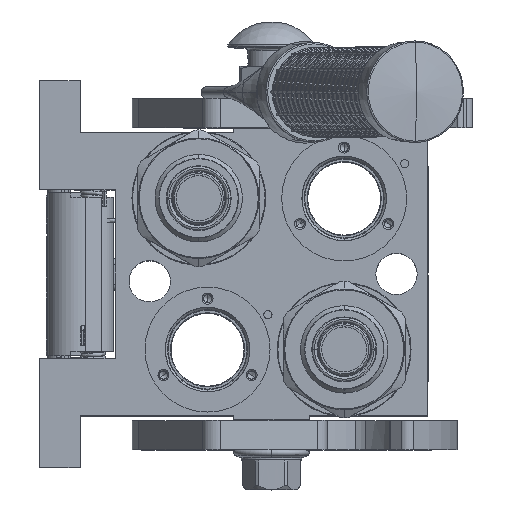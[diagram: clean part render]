
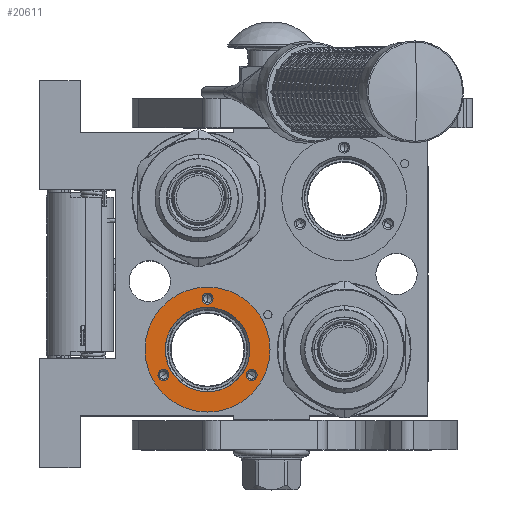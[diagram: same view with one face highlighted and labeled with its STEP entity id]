
A CAD part, top view. The second image highlights one B-rep face of the part: STEP entity #20611.
In plain terms, the highlighted face is planar.
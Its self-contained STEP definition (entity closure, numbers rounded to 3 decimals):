
#728 = DIRECTION ( 'NONE',  ( 0., -1., 0. ) ) ;
#1255 = DIRECTION ( 'NONE',  ( 0., -1., 0. ) ) ;
#2646 = FACE_BOUND ( 'NONE', #103816, .T. ) ;
#5946 = DIRECTION ( 'NONE',  ( -1., 0., 0. ) ) ;
#7453 = FACE_OUTER_BOUND ( 'NONE', #129358, .T. ) ;
#8271 = DIRECTION ( 'NONE',  ( 0.5, 0., -0.866 ) ) ;
#13810 = CIRCLE ( 'NONE', #31359, 1.9 ) ;
#14859 = DIRECTION ( 'NONE',  ( 0., -1., 0. ) ) ;
#19520 = DIRECTION ( 'NONE',  ( 1., 0., 0. ) ) ;
#20487 = CIRCLE ( 'NONE', #146584, 21.5 ) ;
#20611 = ADVANCED_FACE ( 'NONE', ( #79894, #43639, #2646, #55672, #7453 ), #113332, .F. ) ;
#22174 = CARTESIAN_POINT ( 'NONE',  ( 11.45, -22.05, -8.7 ) ) ;
#22692 = EDGE_LOOP ( 'NONE', ( #54969, #43308 ) ) ;
#23232 = CARTESIAN_POINT ( 'NONE',  ( 10.4, -22.05, -8.7 ) ) ;
#25858 = VERTEX_POINT ( 'NONE', #22174 ) ;
#28802 = ORIENTED_EDGE ( 'NONE', *, *, #194618, .F. ) ;
#31359 = AXIS2_PLACEMENT_3D ( 'NONE', #122723, #14859, #75621 ) ;
#32966 = EDGE_CURVE ( 'NONE', #83289, #25858, #49027, .T. ) ;
#34944 = DIRECTION ( 'NONE',  ( 0., -1., 0. ) ) ;
#39939 = CARTESIAN_POINT ( 'NONE',  ( 26., -22.05, -8.7 ) ) ;
#42089 = DIRECTION ( 'NONE',  ( 0., -1., 0. ) ) ;
#43308 = ORIENTED_EDGE ( 'NONE', *, *, #103831, .F. ) ;
#43639 = FACE_BOUND ( 'NONE', #90202, .T. ) ;
#47634 = DIRECTION ( 'NONE',  ( 0., 1., 0. ) ) ;
#47894 = CARTESIAN_POINT ( 'NONE',  ( 34.75, -22.05, 6.455 ) ) ;
#49027 = CIRCLE ( 'NONE', #82272, 14.55 ) ;
#49106 = DIRECTION ( 'NONE',  ( -1., 0., 0. ) ) ;
#51064 = ORIENTED_EDGE ( 'NONE', *, *, #184756, .F. ) ;
#54969 = ORIENTED_EDGE ( 'NONE', *, *, #32966, .F. ) ;
#55672 = FACE_BOUND ( 'NONE', #22692, .T. ) ;
#65334 = CIRCLE ( 'NONE', #167177, 14.55 ) ;
#68004 = AXIS2_PLACEMENT_3D ( 'NONE', #159918, #192267, #114011 ) ;
#70846 = VERTEX_POINT ( 'NONE', #95791 ) ;
#71783 = ORIENTED_EDGE ( 'NONE', *, *, #181587, .F. ) ;
#74093 = EDGE_CURVE ( 'NONE', #167975, #193586, #187892, .T. ) ;
#75621 = DIRECTION ( 'NONE',  ( 0.5, 0., 0.866 ) ) ;
#79019 = EDGE_CURVE ( 'NONE', #70846, #181456, #20487, .T. ) ;
#79894 = FACE_BOUND ( 'NONE', #130805, .T. ) ;
#82272 = AXIS2_PLACEMENT_3D ( 'NONE', #39939, #132962, #146548 ) ;
#83289 = VERTEX_POINT ( 'NONE', #152686 ) ;
#83385 = CARTESIAN_POINT ( 'NONE',  ( 26., -22.05, -8.7 ) ) ;
#84728 = CARTESIAN_POINT ( 'NONE',  ( 34.75, -22.05, -23.855 ) ) ;
#86604 = CARTESIAN_POINT ( 'NONE',  ( 34.75, -22.05, -23.855 ) ) ;
#88407 = AXIS2_PLACEMENT_3D ( 'NONE', #84728, #139900, #8271 ) ;
#88928 = AXIS2_PLACEMENT_3D ( 'NONE', #83385, #47634, #127873 ) ;
#90202 = EDGE_LOOP ( 'NONE', ( #71783, #51064 ) ) ;
#90523 = CIRCLE ( 'NONE', #88407, 1.9 ) ;
#93284 = CIRCLE ( 'NONE', #88928, 21.5 ) ;
#95791 = CARTESIAN_POINT ( 'NONE',  ( 47.5, -22.05, -8.7 ) ) ;
#98349 = CARTESIAN_POINT ( 'NONE',  ( 26., -22.05, -8.7 ) ) ;
#99412 = ORIENTED_EDGE ( 'NONE', *, *, #150531, .F. ) ;
#101134 = CARTESIAN_POINT ( 'NONE',  ( 35.7, -22.05, 8.101 ) ) ;
#101616 = AXIS2_PLACEMENT_3D ( 'NONE', #118925, #133768, #117571 ) ;
#103603 = VERTEX_POINT ( 'NONE', #134888 ) ;
#103816 = EDGE_LOOP ( 'NONE', ( #191100, #178715 ) ) ;
#103831 = EDGE_CURVE ( 'NONE', #25858, #83289, #65334, .T. ) ;
#104940 = CARTESIAN_POINT ( 'NONE',  ( 33.8, -22.05, 4.81 ) ) ;
#105567 = EDGE_CURVE ( 'NONE', #193586, #167975, #150887, .T. ) ;
#111948 = DIRECTION ( 'NONE',  ( 0., 1., 0. ) ) ;
#113332 = PLANE ( 'NONE',  #68004 ) ;
#114011 = DIRECTION ( 'NONE',  ( -1., 0., 0. ) ) ;
#117571 = DIRECTION ( 'NONE',  ( 1., 0., 0. ) ) ;
#117640 = VERTEX_POINT ( 'NONE', #188723 ) ;
#118925 = CARTESIAN_POINT ( 'NONE',  ( 8.5, -22.05, -8.7 ) ) ;
#122723 = CARTESIAN_POINT ( 'NONE',  ( 34.75, -22.05, 6.455 ) ) ;
#124588 = ORIENTED_EDGE ( 'NONE', *, *, #79019, .F. ) ;
#125253 = CARTESIAN_POINT ( 'NONE',  ( 8.5, -22.05, -8.7 ) ) ;
#127873 = DIRECTION ( 'NONE',  ( -1., 0., 0. ) ) ;
#129358 = EDGE_LOOP ( 'NONE', ( #124588, #99412 ) ) ;
#130805 = EDGE_LOOP ( 'NONE', ( #28802, #158031 ) ) ;
#132962 = DIRECTION ( 'NONE',  ( 0., -1., 0. ) ) ;
#133538 = CARTESIAN_POINT ( 'NONE',  ( 6.6, -22.05, -8.7 ) ) ;
#133768 = DIRECTION ( 'NONE',  ( 0., -1., 0. ) ) ;
#134888 = CARTESIAN_POINT ( 'NONE',  ( 33.8, -22.05, -22.21 ) ) ;
#139900 = DIRECTION ( 'NONE',  ( 0., -1., 0. ) ) ;
#141175 = AXIS2_PLACEMENT_3D ( 'NONE', #47894, #728, #184833 ) ;
#143710 = CARTESIAN_POINT ( 'NONE',  ( 26., -22.05, -8.7 ) ) ;
#144712 = CARTESIAN_POINT ( 'NONE',  ( 4.5, -22.05, -8.7 ) ) ;
#146548 = DIRECTION ( 'NONE',  ( 1., 0., 0. ) ) ;
#146584 = AXIS2_PLACEMENT_3D ( 'NONE', #143710, #111948, #19520 ) ;
#150531 = EDGE_CURVE ( 'NONE', #181456, #70846, #93284, .T. ) ;
#150887 = CIRCLE ( 'NONE', #101616, 1.9 ) ;
#152686 = CARTESIAN_POINT ( 'NONE',  ( 40.55, -22.05, -8.7 ) ) ;
#154038 = AXIS2_PLACEMENT_3D ( 'NONE', #86604, #42089, #162869 ) ;
#158031 = ORIENTED_EDGE ( 'NONE', *, *, #183247, .F. ) ;
#159918 = CARTESIAN_POINT ( 'NONE',  ( 26., -22.05, -8.7 ) ) ;
#162869 = DIRECTION ( 'NONE',  ( -0.5, 0., 0.866 ) ) ;
#164896 = VERTEX_POINT ( 'NONE', #104940 ) ;
#167177 = AXIS2_PLACEMENT_3D ( 'NONE', #98349, #34944, #5946 ) ;
#167975 = VERTEX_POINT ( 'NONE', #133538 ) ;
#169406 = VERTEX_POINT ( 'NONE', #101134 ) ;
#170528 = CIRCLE ( 'NONE', #141175, 1.9 ) ;
#171527 = AXIS2_PLACEMENT_3D ( 'NONE', #125253, #1255, #49106 ) ;
#178715 = ORIENTED_EDGE ( 'NONE', *, *, #74093, .F. ) ;
#181456 = VERTEX_POINT ( 'NONE', #144712 ) ;
#181587 = EDGE_CURVE ( 'NONE', #103603, #117640, #197477, .T. ) ;
#183247 = EDGE_CURVE ( 'NONE', #169406, #164896, #13810, .T. ) ;
#184756 = EDGE_CURVE ( 'NONE', #117640, #103603, #90523, .T. ) ;
#184833 = DIRECTION ( 'NONE',  ( -0.5, 0., -0.866 ) ) ;
#187892 = CIRCLE ( 'NONE', #171527, 1.9 ) ;
#188723 = CARTESIAN_POINT ( 'NONE',  ( 35.7, -22.05, -25.501 ) ) ;
#191100 = ORIENTED_EDGE ( 'NONE', *, *, #105567, .F. ) ;
#192267 = DIRECTION ( 'NONE',  ( 0., 1., 0. ) ) ;
#193586 = VERTEX_POINT ( 'NONE', #23232 ) ;
#194618 = EDGE_CURVE ( 'NONE', #164896, #169406, #170528, .T. ) ;
#197477 = CIRCLE ( 'NONE', #154038, 1.9 ) ;
